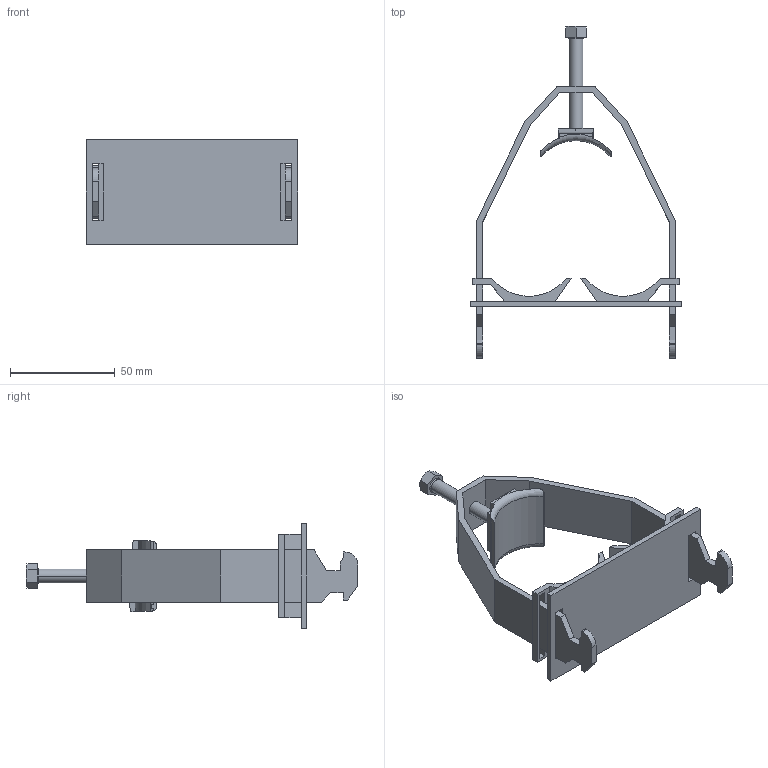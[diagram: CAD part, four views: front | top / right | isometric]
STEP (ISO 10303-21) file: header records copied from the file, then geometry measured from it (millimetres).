
FILE_DESCRIPTION((''),'2;1');
FILE_NAME('1174630_ASM','2013-02-11T',('AndreasKeweloh'),(''),'PRO/ENGINEER BY PARAMETRIC TECHNOLOGY CORPORATION, 2012360','PRO/ENGINEER BY PARAMETRIC TECHNOLOGY CORPORATION, 2012360','');
FILE_SCHEMA(('CONFIG_CONTROL_DESIGN'));
Length unit declared in the file: millimetre
Products named in the file (6): 1174630DRUCKWANNE; 1174630_SCHELLENKOERPER; 1174630SCHRAUBE_M8; 1174630GEGENPLATTE; 1174630GEGENWNE; 1174630_ASM
Assembly tree (6 placements, depth 2):
  1174630_ASM
    1174630DRUCKWANNE
    1174630_SCHELLENKOERPER
    1174630SCHRAUBE_M8
    1174630GEGENPLATTE
    1174630GEGENWNE  x2
Bounding box: 101 x 158.7 x 50 mm (x, y, z)
Volume: 52169.3 mm3; surface area: 40818 mm2
Topology: 6 solids, 6 shells, 146 faces, 389 edges, 256 vertices
Faces by surface type: plane 113, cylinder 19, bspline 8, torus 4, cone 2
Entity records: 5407 total; most frequent: CARTESIAN_POINT 2064, ORIENTED_EDGE 706, DIRECTION 594, EDGE_CURVE 353, VECTOR 258, LINE 258, VERTEX_POINT 232, AXIS2_PLACEMENT_3D 168
